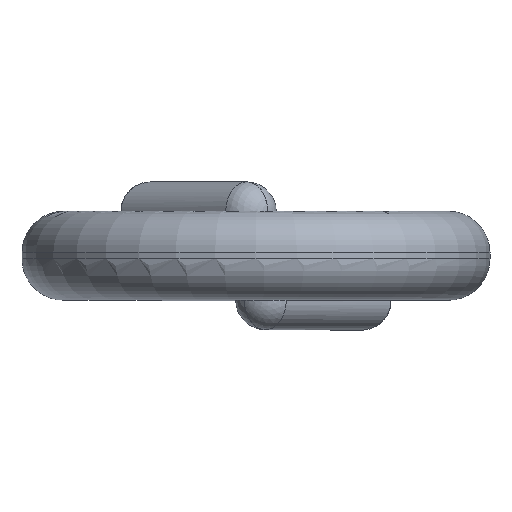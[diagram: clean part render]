
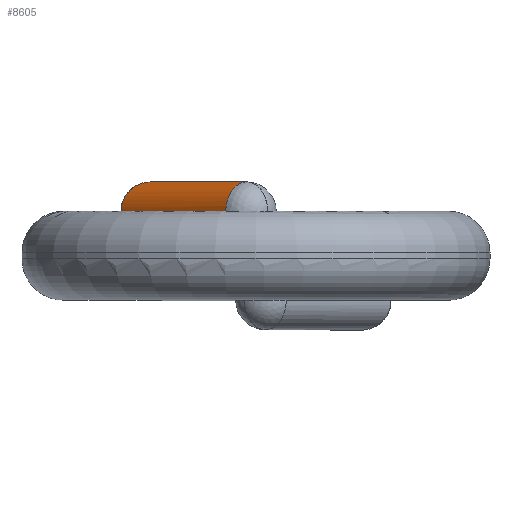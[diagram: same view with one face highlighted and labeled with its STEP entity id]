
A CAD part, top view. The second image highlights one B-rep face of the part: STEP entity #8605.
In plain terms, the highlighted cylindrical face has radius 0.499 mm (diameter 0.998 mm), a partial arc.
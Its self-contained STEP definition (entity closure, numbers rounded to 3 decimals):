
#7035 = PLANE('',#7036);
#7036 = AXIS2_PLACEMENT_3D('',#7037,#7038,#7039);
#7037 = CARTESIAN_POINT('',(-0.157,0.25,8.127));
#7038 = DIRECTION('',(-0.707,0.,0.707
    ));
#7039 = DIRECTION('',(0.,1.,0.));
#7061 = PLANE('',#7062);
#7062 = AXIS2_PLACEMENT_3D('',#7063,#7064,#7065);
#7063 = CARTESIAN_POINT('',(-2.278,1.25,6.006));
#7064 = DIRECTION('',(0.383,0.,0.924)
  );
#7065 = DIRECTION('',(0.924,0.,-0.383
    ));
#7686 = EDGE_CURVE('',#7687,#7689,#7691,.T.);
#7687 = VERTEX_POINT('',#7688);
#7688 = CARTESIAN_POINT('',(-1.779,1.25,5.799));
#7689 = VERTEX_POINT('',#7690);
#7690 = CARTESIAN_POINT('',(-2.278,0.751,6.006));
#7691 = SURFACE_CURVE('',#7692,(#7697,#7704),.PCURVE_S1.);
#7692 = ELLIPSE('',#7693,0.54,0.499);
#7693 = AXIS2_PLACEMENT_3D('',#7694,#7695,#7696);
#7694 = CARTESIAN_POINT('',(-1.779,0.751,5.799));
#7695 = DIRECTION('',(0.383,0.,0.924)
  );
#7696 = DIRECTION('',(-0.924,0.,0.383)
  );
#7697 = PCURVE('',#7061,#7698);
#7698 = DEFINITIONAL_REPRESENTATION('',(#7699),#7703);
#7699 = ELLIPSE('',#7700,0.54,0.499);
#7700 = AXIS2_PLACEMENT_2D('',#7701,#7702);
#7701 = CARTESIAN_POINT('',(0.54,-0.499));
#7702 = DIRECTION('',(-1.,0.));
#7703 = ( GEOMETRIC_REPRESENTATION_CONTEXT(2) 
PARAMETRIC_REPRESENTATION_CONTEXT() REPRESENTATION_CONTEXT('2D SPACE',''
  ) );
#7704 = PCURVE('',#7705,#7710);
#7705 = CYLINDRICAL_SURFACE('',#7706,0.499);
#7706 = AXIS2_PLACEMENT_3D('',#7707,#7708,#7709);
#7707 = CARTESIAN_POINT('',(0.196,0.751,7.774));
#7708 = DIRECTION('',(-0.707,0.,-0.707
    ));
#7709 = DIRECTION('',(0.,1.,0.));
#7710 = DEFINITIONAL_REPRESENTATION('',(#7711),#7721);
#7711 = B_SPLINE_CURVE_WITH_KNOTS('',8,(#7712,#7713,#7714,#7715,#7716,
    #7717,#7718,#7719,#7720),.UNSPECIFIED.,.F.,.F.,(9,9),(4.712
    ,6.283),.PIECEWISE_BEZIER_KNOTS.);
#7712 = CARTESIAN_POINT('',(6.283,2.793));
#7713 = CARTESIAN_POINT('',(6.087,2.834));
#7714 = CARTESIAN_POINT('',(5.89,2.874));
#7715 = CARTESIAN_POINT('',(5.694,2.913));
#7716 = CARTESIAN_POINT('',(5.498,2.946));
#7717 = CARTESIAN_POINT('',(5.301,2.973));
#7718 = CARTESIAN_POINT('',(5.105,2.991));
#7719 = CARTESIAN_POINT('',(4.909,3.));
#7720 = CARTESIAN_POINT('',(4.712,3.));
#7721 = ( GEOMETRIC_REPRESENTATION_CONTEXT(2) 
PARAMETRIC_REPRESENTATION_CONTEXT() REPRESENTATION_CONTEXT('2D SPACE',''
  ) );
#7790 = PLANE('',#7791);
#7791 = AXIS2_PLACEMENT_3D('',#7792,#7793,#7794);
#7792 = CARTESIAN_POINT('',(0.55,1.25,7.42));
#7793 = DIRECTION('',(0.,1.,0.));
#7794 = DIRECTION('',(-0.707,0.,-0.707
    ));
#7806 = VERTEX_POINT('',#7807);
#7807 = CARTESIAN_POINT('',(-0.51,0.751,7.774));
#7828 = EDGE_CURVE('',#7806,#7689,#7829,.T.);
#7829 = SURFACE_CURVE('',#7830,(#7834,#7841),.PCURVE_S1.);
#7830 = LINE('',#7831,#7832);
#7831 = CARTESIAN_POINT('',(-0.157,0.751,8.127));
#7832 = VECTOR('',#7833,1.);
#7833 = DIRECTION('',(-0.707,0.,-0.707
    ));
#7834 = PCURVE('',#7035,#7835);
#7835 = DEFINITIONAL_REPRESENTATION('',(#7836),#7840);
#7836 = LINE('',#7837,#7838);
#7837 = CARTESIAN_POINT('',(0.501,0.));
#7838 = VECTOR('',#7839,1.);
#7839 = DIRECTION('',(0.,1.));
#7840 = ( GEOMETRIC_REPRESENTATION_CONTEXT(2) 
PARAMETRIC_REPRESENTATION_CONTEXT() REPRESENTATION_CONTEXT('2D SPACE',''
  ) );
#7841 = PCURVE('',#7705,#7842);
#7842 = DEFINITIONAL_REPRESENTATION('',(#7843),#7847);
#7843 = LINE('',#7844,#7845);
#7844 = CARTESIAN_POINT('',(4.712,0.));
#7845 = VECTOR('',#7846,1.);
#7846 = DIRECTION('',(-0.,1.));
#7847 = ( GEOMETRIC_REPRESENTATION_CONTEXT(2) 
PARAMETRIC_REPRESENTATION_CONTEXT() REPRESENTATION_CONTEXT('2D SPACE',''
  ) );
#7891 = SPHERICAL_SURFACE('',#7892,0.499);
#7892 = AXIS2_PLACEMENT_3D('',#7893,#7894,#7895);
#7893 = CARTESIAN_POINT('',(-0.157,0.751,7.421));
#7894 = DIRECTION('',(-0.707,0.,-0.707
    ));
#7895 = DIRECTION('',(0.,1.,0.));
#8605 = ADVANCED_FACE('',(#8606),#7705,.T.);
#8606 = FACE_BOUND('',#8607,.T.);
#8607 = EDGE_LOOP('',(#8608,#8609,#8610,#8634));
#8608 = ORIENTED_EDGE('',*,*,#7686,.T.);
#8609 = ORIENTED_EDGE('',*,*,#7828,.F.);
#8610 = ORIENTED_EDGE('',*,*,#8611,.F.);
#8611 = EDGE_CURVE('',#8612,#7806,#8614,.T.);
#8612 = VERTEX_POINT('',#8613);
#8613 = CARTESIAN_POINT('',(-0.157,1.25,7.421));
#8614 = SURFACE_CURVE('',#8615,(#8620,#8627),.PCURVE_S1.);
#8615 = CIRCLE('',#8616,0.499);
#8616 = AXIS2_PLACEMENT_3D('',#8617,#8618,#8619);
#8617 = CARTESIAN_POINT('',(-0.157,0.751,7.421));
#8618 = DIRECTION('',(0.707,0.,0.707)
  );
#8619 = DIRECTION('',(0.,1.,0.));
#8620 = PCURVE('',#7705,#8621);
#8621 = DEFINITIONAL_REPRESENTATION('',(#8622),#8626);
#8622 = LINE('',#8623,#8624);
#8623 = CARTESIAN_POINT('',(6.283,0.499));
#8624 = VECTOR('',#8625,1.);
#8625 = DIRECTION('',(-1.,0.));
#8626 = ( GEOMETRIC_REPRESENTATION_CONTEXT(2) 
PARAMETRIC_REPRESENTATION_CONTEXT() REPRESENTATION_CONTEXT('2D SPACE',''
  ) );
#8627 = PCURVE('',#7891,#8628);
#8628 = DEFINITIONAL_REPRESENTATION('',(#8629),#8633);
#8629 = LINE('',#8630,#8631);
#8630 = CARTESIAN_POINT('',(6.283,0.));
#8631 = VECTOR('',#8632,1.);
#8632 = DIRECTION('',(-1.,0.));
#8633 = ( GEOMETRIC_REPRESENTATION_CONTEXT(2) 
PARAMETRIC_REPRESENTATION_CONTEXT() REPRESENTATION_CONTEXT('2D SPACE',''
  ) );
#8634 = ORIENTED_EDGE('',*,*,#8635,.T.);
#8635 = EDGE_CURVE('',#8612,#7687,#8636,.T.);
#8636 = SURFACE_CURVE('',#8637,(#8641,#8648),.PCURVE_S1.);
#8637 = LINE('',#8638,#8639);
#8638 = CARTESIAN_POINT('',(0.196,1.25,7.774));
#8639 = VECTOR('',#8640,1.);
#8640 = DIRECTION('',(-0.707,0.,-0.707
    ));
#8641 = PCURVE('',#7705,#8642);
#8642 = DEFINITIONAL_REPRESENTATION('',(#8643),#8647);
#8643 = LINE('',#8644,#8645);
#8644 = CARTESIAN_POINT('',(6.283,0.));
#8645 = VECTOR('',#8646,1.);
#8646 = DIRECTION('',(-0.,1.));
#8647 = ( GEOMETRIC_REPRESENTATION_CONTEXT(2) 
PARAMETRIC_REPRESENTATION_CONTEXT() REPRESENTATION_CONTEXT('2D SPACE',''
  ) );
#8648 = PCURVE('',#7790,#8649);
#8649 = DEFINITIONAL_REPRESENTATION('',(#8650),#8654);
#8650 = LINE('',#8651,#8652);
#8651 = CARTESIAN_POINT('',(0.,0.501));
#8652 = VECTOR('',#8653,1.);
#8653 = DIRECTION('',(1.,0.));
#8654 = ( GEOMETRIC_REPRESENTATION_CONTEXT(2) 
PARAMETRIC_REPRESENTATION_CONTEXT() REPRESENTATION_CONTEXT('2D SPACE',''
  ) );
